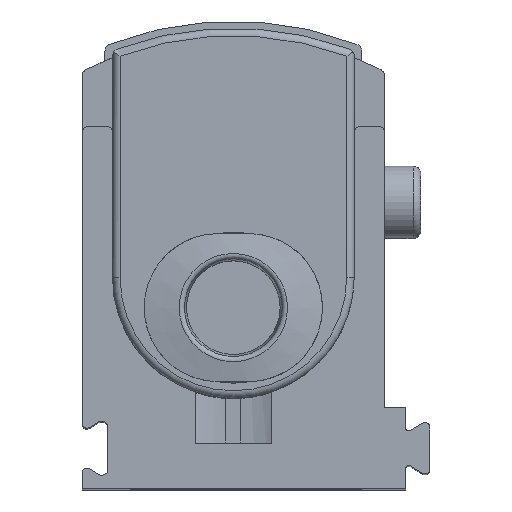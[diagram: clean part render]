
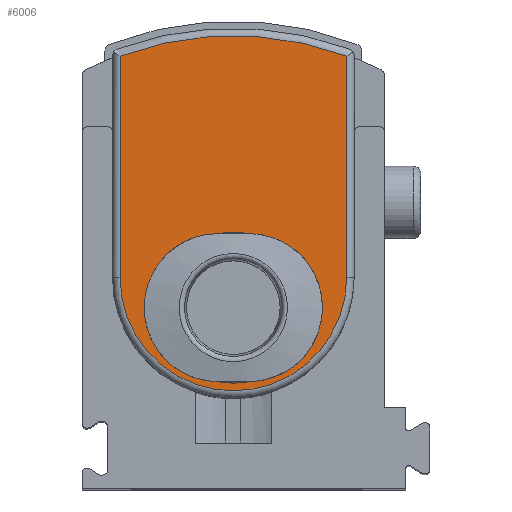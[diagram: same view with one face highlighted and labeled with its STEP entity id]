
A CAD part, top view. The second image highlights one B-rep face of the part: STEP entity #6006.
In plain terms, the highlighted face is planar.
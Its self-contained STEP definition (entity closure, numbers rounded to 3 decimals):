
#307=CIRCLE('',#6363,5.);
#308=CIRCLE('',#6364,21.5);
#309=CIRCLE('',#6365,7.5);
#716=ORIENTED_EDGE('',*,*,#2150,.T.);
#717=ORIENTED_EDGE('',*,*,#2151,.T.);
#718=ORIENTED_EDGE('',*,*,#2152,.F.);
#719=ORIENTED_EDGE('',*,*,#2153,.F.);
#720=ORIENTED_EDGE('',*,*,#2154,.T.);
#2150=EDGE_CURVE('',#2877,#2877,#307,.T.);
#2151=EDGE_CURVE('',#2878,#2879,#3384,.F.);
#2152=EDGE_CURVE('',#2880,#2879,#308,.T.);
#2153=EDGE_CURVE('',#2881,#2880,#3385,.F.);
#2154=EDGE_CURVE('',#2881,#2878,#309,.T.);
#2877=VERTEX_POINT('',#8625);
#2878=VERTEX_POINT('',#8627);
#2879=VERTEX_POINT('',#8628);
#2880=VERTEX_POINT('',#8630);
#2881=VERTEX_POINT('',#8632);
#3384=LINE('',#8626,#3868);
#3385=LINE('',#8631,#3869);
#3868=VECTOR('',#7082,1000.);
#3869=VECTOR('',#7085,1000.);
#4308=EDGE_LOOP('',(#716));
#4309=EDGE_LOOP('',(#717,#718,#719,#720));
#4652=FACE_BOUND('',#4308,.T.);
#4653=FACE_BOUND('',#4309,.T.);
#4968=PLANE('',#6362);
#6006=ADVANCED_FACE('',(#4652,#4653),#4968,.F.);
#6362=AXIS2_PLACEMENT_3D('',#8623,#7078,#7079);
#6363=AXIS2_PLACEMENT_3D('',#8624,#7080,#7081);
#6364=AXIS2_PLACEMENT_3D('',#8629,#7083,#7084);
#6365=AXIS2_PLACEMENT_3D('',#8633,#7086,#7087);
#7078=DIRECTION('',(1.,0.,0.));
#7079=DIRECTION('',(0.,0.,-1.));
#7080=DIRECTION('',(1.,0.,0.));
#7081=DIRECTION('',(0.,0.,-1.));
#7082=DIRECTION('',(0.,-1.,0.));
#7083=DIRECTION('',(1.,0.,0.));
#7084=DIRECTION('',(0.,0.,-1.));
#7085=DIRECTION('',(0.,-1.,0.));
#7086=DIRECTION('',(-1.,0.,0.));
#7087=DIRECTION('',(0.,0.,1.));
#8623=CARTESIAN_POINT('',(-19.25,8.,0.));
#8624=CARTESIAN_POINT('',(-19.25,6.,0.));
#8625=CARTESIAN_POINT('',(-19.25,6.,-5.));
#8626=CARTESIAN_POINT('',(-19.25,25.,7.5));
#8627=CARTESIAN_POINT('',(-19.25,8.,7.5));
#8628=CARTESIAN_POINT('',(-19.25,22.649,7.5));
#8629=CARTESIAN_POINT('',(-19.25,2.5,0.));
#8630=CARTESIAN_POINT('',(-19.25,22.649,-7.5));
#8631=CARTESIAN_POINT('',(-19.25,25.,-7.5));
#8632=CARTESIAN_POINT('',(-19.25,8.,-7.5));
#8633=CARTESIAN_POINT('',(-19.25,8.,0.));
